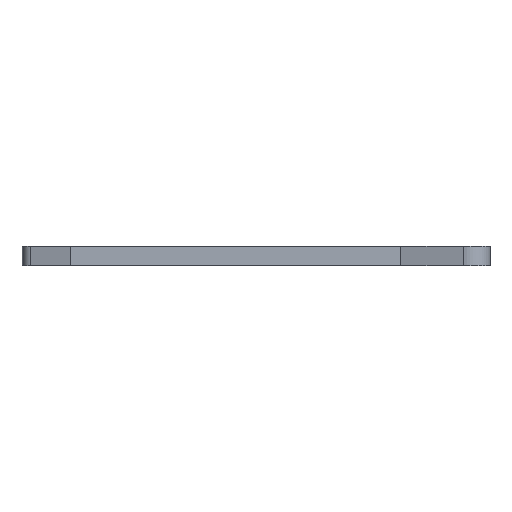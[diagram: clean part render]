
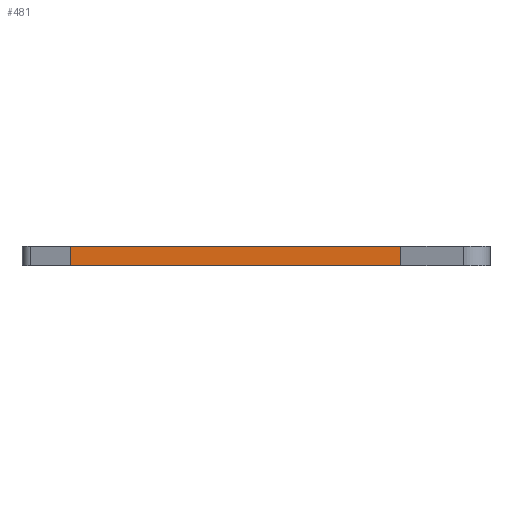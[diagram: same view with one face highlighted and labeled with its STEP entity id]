
A CAD part, front view. The second image highlights one B-rep face of the part: STEP entity #481.
In plain terms, the highlighted free-form (B-spline) face has degree [2, 1] with [3, 2] control points.
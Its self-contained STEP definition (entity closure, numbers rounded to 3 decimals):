
#481=ADVANCED_FACE('',(#777),#5201,.T.);
#777=FACE_OUTER_BOUND('',#1087,.T.);
#1087=EDGE_LOOP('',(#2002,#2003,#2004,#2005));
#2002=ORIENTED_EDGE('',*,*,#3388,.T.);
#2003=ORIENTED_EDGE('',*,*,#3389,.T.);
#2004=ORIENTED_EDGE('',*,*,#3390,.F.);
#2005=ORIENTED_EDGE('',*,*,#3386,.F.);
#3386=EDGE_CURVE('',#4734,#4735,#4070,.T.);
#3388=EDGE_CURVE('',#4734,#4736,#4072,.T.);
#3389=EDGE_CURVE('',#4736,#4737,#4073,.T.);
#3390=EDGE_CURVE('',#4735,#4737,#4074,.T.);
#4070=(
BOUNDED_CURVE()
B_SPLINE_CURVE(1,(#7599,#7600),.UNSPECIFIED.,.F.,.F.)
B_SPLINE_CURVE_WITH_KNOTS((2,2),(0.,3.),.UNSPECIFIED.)
CURVE()
GEOMETRIC_REPRESENTATION_ITEM()
RATIONAL_B_SPLINE_CURVE((1.,1.))
REPRESENTATION_ITEM('')
);
#4072=(
BOUNDED_CURVE()
B_SPLINE_CURVE(2,(#7606,#7607,#7608),.UNSPECIFIED.,.F.,.F.)
B_SPLINE_CURVE_WITH_KNOTS((3,3),(878.894,929.924),
 .UNSPECIFIED.)
CURVE()
GEOMETRIC_REPRESENTATION_ITEM()
RATIONAL_B_SPLINE_CURVE((1.,1.,1.))
REPRESENTATION_ITEM('')
);
#4073=(
BOUNDED_CURVE()
B_SPLINE_CURVE(1,(#7609,#7610),.UNSPECIFIED.,.F.,.F.)
B_SPLINE_CURVE_WITH_KNOTS((2,2),(0.,3.),.UNSPECIFIED.)
CURVE()
GEOMETRIC_REPRESENTATION_ITEM()
RATIONAL_B_SPLINE_CURVE((1.,1.))
REPRESENTATION_ITEM('')
);
#4074=(
BOUNDED_CURVE()
B_SPLINE_CURVE(2,(#7611,#7612,#7613),.UNSPECIFIED.,.F.,.F.)
B_SPLINE_CURVE_WITH_KNOTS((3,3),(878.894,929.924),
 .UNSPECIFIED.)
CURVE()
GEOMETRIC_REPRESENTATION_ITEM()
RATIONAL_B_SPLINE_CURVE((1.,1.,1.))
REPRESENTATION_ITEM('')
);
#4734=VERTEX_POINT('',#7230);
#4735=VERTEX_POINT('',#7231);
#4736=VERTEX_POINT('',#7232);
#4737=VERTEX_POINT('',#7233);
#5201=(
BOUNDED_SURFACE()
B_SPLINE_SURFACE(2,1,((#7092,#7093),(#7094,#7095),(#7096,#7097)),
 .UNSPECIFIED.,.F.,.F.,.F.)
B_SPLINE_SURFACE_WITH_KNOTS((3,3),(2,2),(878.894,929.924),
(0.,3.),.UNSPECIFIED.)
GEOMETRIC_REPRESENTATION_ITEM()
RATIONAL_B_SPLINE_SURFACE(((1.,1.),(1.,1.),(1.,1.)))
REPRESENTATION_ITEM('')
SURFACE()
);
#7092=CARTESIAN_POINT('',(8.,5.,0.));
#7093=CARTESIAN_POINT('',(8.,5.,3.));
#7094=CARTESIAN_POINT('',(33.515,5.,0.));
#7095=CARTESIAN_POINT('',(33.515,5.,3.));
#7096=CARTESIAN_POINT('',(59.03,5.,0.));
#7097=CARTESIAN_POINT('',(59.03,5.,3.));
#7230=CARTESIAN_POINT('',(8.,5.,0.));
#7231=CARTESIAN_POINT('',(8.,5.,3.));
#7232=CARTESIAN_POINT('',(59.03,5.,0.));
#7233=CARTESIAN_POINT('',(59.03,5.,3.));
#7599=CARTESIAN_POINT('',(8.,5.,0.));
#7600=CARTESIAN_POINT('',(8.,5.,3.));
#7606=CARTESIAN_POINT('',(8.,5.,0.));
#7607=CARTESIAN_POINT('',(33.515,5.,0.));
#7608=CARTESIAN_POINT('',(59.03,5.,0.));
#7609=CARTESIAN_POINT('',(59.03,5.,0.));
#7610=CARTESIAN_POINT('',(59.03,5.,3.));
#7611=CARTESIAN_POINT('',(8.,5.,3.));
#7612=CARTESIAN_POINT('',(33.515,5.,3.));
#7613=CARTESIAN_POINT('',(59.03,5.,3.));
